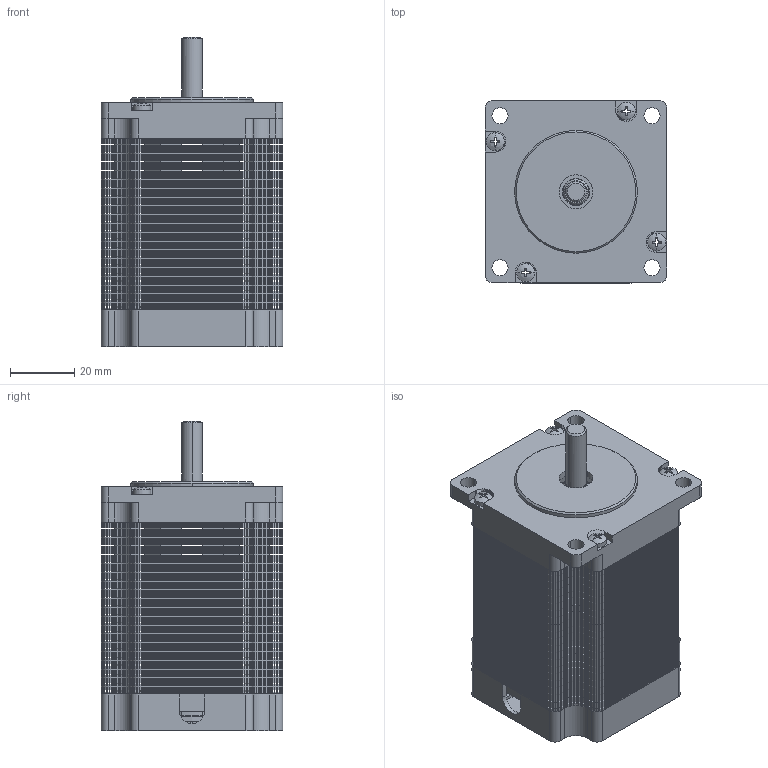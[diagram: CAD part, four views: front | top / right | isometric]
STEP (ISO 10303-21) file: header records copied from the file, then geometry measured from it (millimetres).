
FILE_DESCRIPTION((''),'2;1');
FILE_NAME('FL57STH76-2804MA_SW0001','2021-03-09T',('gaoyun'),(''),'CREO PARAMETRIC BY PTC INC, 2015200','CREO PARAMETRIC BY PTC INC, 2015200','');
FILE_SCHEMA(('CONFIG_CONTROL_DESIGN'));
Products named in the file (1): FL57STH76-2804MA_SW0001
Bounding box: 56.4 x 56.4 x 96 mm (x, y, z)
Surface area: 48586.3 mm2 (no closed solid volume)
Topology: 0 solids, 185 shells, 3652 faces, 11780 edges, 8156 vertices
Faces by surface type: plane 1908, cylinder 1723, cone 8, sphere 8, bspline 3, torus 2
Entity records: 125150 total; most frequent: CARTESIAN_POINT 24685, DIRECTION 22609, ORIENTED_EDGE 15892, EDGE_CURVE 11776, VERTEX_POINT 8156, VECTOR 8067, LINE 8067, AXIS2_PLACEMENT_3D 7271
